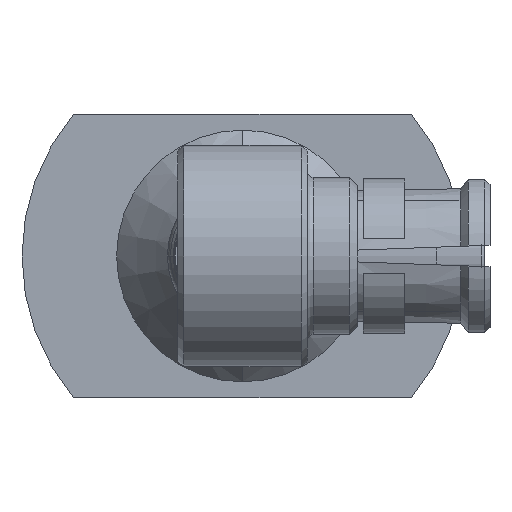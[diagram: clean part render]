
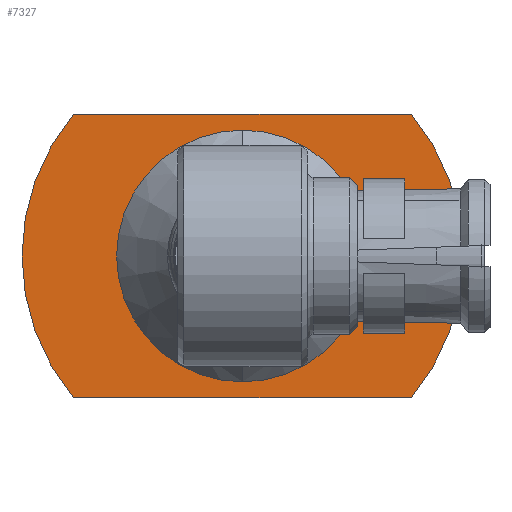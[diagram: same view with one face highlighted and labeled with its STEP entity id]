
A CAD part, left-side view. The second image highlights one B-rep face of the part: STEP entity #7327.
In plain terms, the highlighted face is planar.
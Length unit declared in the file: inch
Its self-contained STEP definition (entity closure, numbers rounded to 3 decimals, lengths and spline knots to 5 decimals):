
#287 = CIRCLE ( 'NONE', #5066, 0.10675 ) ;
#726 = CIRCLE ( 'NONE', #6952, 0.10675 ) ;
#736 = CARTESIAN_POINT ( 'NONE',  ( 0.19651, 0.14336, 0.12008 ) ) ;
#1046 = CARTESIAN_POINT ( 'NONE',  ( 0.19651, 0., 0.10675 ) ) ;
#1219 = ORIENTED_EDGE ( 'NONE', *, *, #7593, .T. ) ;
#1256 = EDGE_LOOP ( 'NONE', ( #4896, #1728 ) ) ;
#1308 = CARTESIAN_POINT ( 'NONE',  ( 0.19651, 0.18701, 0.12008 ) ) ;
#1372 = CARTESIAN_POINT ( 'NONE',  ( 0.19651, 0., 0. ) ) ;
#1460 = DIRECTION ( 'NONE',  ( 0., 0., -1. ) ) ;
#1728 = ORIENTED_EDGE ( 'NONE', *, *, #4838, .F. ) ;
#1735 = CARTESIAN_POINT ( 'NONE',  ( 0.19651, 0., -0.10675 ) ) ;
#1862 = CIRCLE ( 'NONE', #5718, 0.18701 ) ;
#2043 = LINE ( 'NONE', #1308, #4413 ) ;
#2104 = CARTESIAN_POINT ( 'NONE',  ( 0.19651, 0.18701, 0. ) ) ;
#2333 = LINE ( 'NONE', #6888, #3112 ) ;
#2460 = VERTEX_POINT ( 'NONE', #9376 ) ;
#2744 = VERTEX_POINT ( 'NONE', #1735 ) ;
#2794 = CARTESIAN_POINT ( 'NONE',  ( 0.19651, 0., 0. ) ) ;
#3082 = DIRECTION ( 'NONE',  ( 0., 1., 0. ) ) ;
#3112 = VECTOR ( 'NONE', #3082, 39.37008 ) ;
#3364 = EDGE_CURVE ( 'NONE', #2460, #4035, #2333, .T. ) ;
#3978 = ORIENTED_EDGE ( 'NONE', *, *, #3364, .T. ) ;
#4035 = VERTEX_POINT ( 'NONE', #7662 ) ;
#4203 = ORIENTED_EDGE ( 'NONE', *, *, #9066, .T. ) ;
#4413 = VECTOR ( 'NONE', #6430, 39.37008 ) ;
#4454 = PLANE ( 'NONE',  #5394 ) ;
#4507 = DIRECTION ( 'NONE',  ( 1., 0., 0. ) ) ;
#4510 = CARTESIAN_POINT ( 'NONE',  ( 0.19651, 0., 0. ) ) ;
#4513 = VERTEX_POINT ( 'NONE', #736 ) ;
#4838 = EDGE_CURVE ( 'NONE', #2744, #7760, #726, .T. ) ;
#4896 = ORIENTED_EDGE ( 'NONE', *, *, #7228, .F. ) ;
#4969 = DIRECTION ( 'NONE',  ( 0., 0., -1. ) ) ;
#5066 = AXIS2_PLACEMENT_3D ( 'NONE', #6534, #5729, #4969 ) ;
#5112 = CARTESIAN_POINT ( 'NONE',  ( 0.19651, -0.14336, 0.12008 ) ) ;
#5272 = FACE_BOUND ( 'NONE', #1256, .T. ) ;
#5321 = CIRCLE ( 'NONE', #9470, 0.18701 ) ;
#5376 = FACE_OUTER_BOUND ( 'NONE', #5740, .T. ) ;
#5394 = AXIS2_PLACEMENT_3D ( 'NONE', #2104, #4507, #1460 ) ;
#5718 = AXIS2_PLACEMENT_3D ( 'NONE', #1372, #8263, #9866 ) ;
#5729 = DIRECTION ( 'NONE',  ( 1., 0., 0. ) ) ;
#5740 = EDGE_LOOP ( 'NONE', ( #8269, #1219, #4203, #3978 ) ) ;
#5860 = DIRECTION ( 'NONE',  ( 1., 0., 0. ) ) ;
#5947 = EDGE_CURVE ( 'NONE', #4035, #4513, #1862, .T. ) ;
#6430 = DIRECTION ( 'NONE',  ( 0., -1., 0. ) ) ;
#6534 = CARTESIAN_POINT ( 'NONE',  ( 0.19651, 0., 0. ) ) ;
#6867 = DIRECTION ( 'NONE',  ( 0., 0., -1. ) ) ;
#6888 = CARTESIAN_POINT ( 'NONE',  ( 0.19651, 0.18701, -0.12008 ) ) ;
#6920 = DIRECTION ( 'NONE',  ( 1., 0., 0. ) ) ;
#6952 = AXIS2_PLACEMENT_3D ( 'NONE', #2794, #5860, #8753 ) ;
#7200 = VERTEX_POINT ( 'NONE', #5112 ) ;
#7228 = EDGE_CURVE ( 'NONE', #7760, #2744, #287, .T. ) ;
#7327 = ADVANCED_FACE ( 'NONE', ( #5272, #5376 ), #4454, .T. ) ;
#7593 = EDGE_CURVE ( 'NONE', #4513, #7200, #2043, .T. ) ;
#7662 = CARTESIAN_POINT ( 'NONE',  ( 0.19651, 0.14336, -0.12008 ) ) ;
#7760 = VERTEX_POINT ( 'NONE', #1046 ) ;
#8263 = DIRECTION ( 'NONE',  ( 1., 0., 0. ) ) ;
#8269 = ORIENTED_EDGE ( 'NONE', *, *, #5947, .T. ) ;
#8753 = DIRECTION ( 'NONE',  ( 0., 0., -1. ) ) ;
#9066 = EDGE_CURVE ( 'NONE', #7200, #2460, #5321, .T. ) ;
#9376 = CARTESIAN_POINT ( 'NONE',  ( 0.19651, -0.14336, -0.12008 ) ) ;
#9470 = AXIS2_PLACEMENT_3D ( 'NONE', #4510, #6920, #6867 ) ;
#9866 = DIRECTION ( 'NONE',  ( 0., 0., -1. ) ) ;
